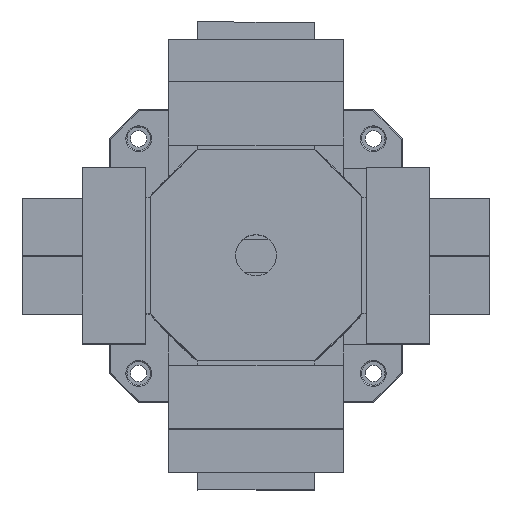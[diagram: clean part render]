
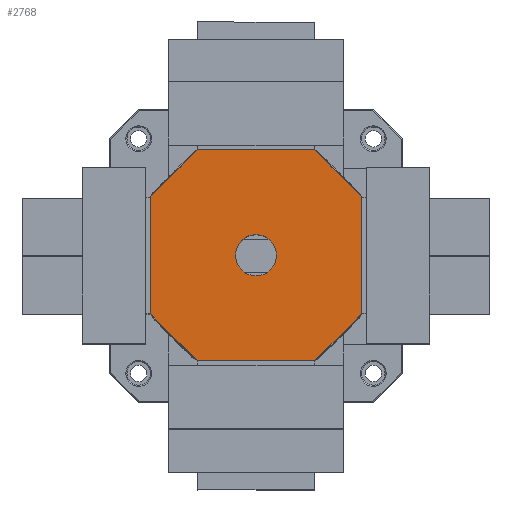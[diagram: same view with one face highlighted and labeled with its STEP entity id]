
A CAD part, top view. The second image highlights one B-rep face of the part: STEP entity #2768.
In plain terms, the highlighted planar face has unit normal (0, 0, 1).
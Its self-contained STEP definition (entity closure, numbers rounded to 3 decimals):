
#2768 = ADVANCED_FACE( '', ( #6005, #6006 ), #6007, .T. );
#6005 = FACE_OUTER_BOUND( '', #9569, .T. );
#6006 = FACE_BOUND( '', #9570, .T. );
#6007 = PLANE( '', #9571 );
#9569 = EDGE_LOOP( '', ( #23485, #23486, #23487, #23488, #23489, #23490, #23491, #23492 ) );
#9570 = EDGE_LOOP( '', ( #23493 ) );
#9571 = AXIS2_PLACEMENT_3D( '', #23494, #23495, #23496 );
#23485 = ORIENTED_EDGE( '', *, *, #27492, .F. );
#23486 = ORIENTED_EDGE( '', *, *, #27493, .T. );
#23487 = ORIENTED_EDGE( '', *, *, #27494, .F. );
#23488 = ORIENTED_EDGE( '', *, *, #27495, .T. );
#23489 = ORIENTED_EDGE( '', *, *, #27496, .F. );
#23490 = ORIENTED_EDGE( '', *, *, #27497, .T. );
#23491 = ORIENTED_EDGE( '', *, *, #27498, .F. );
#23492 = ORIENTED_EDGE( '', *, *, #27499, .T. );
#23493 = ORIENTED_EDGE( '', *, *, #27500, .T. );
#23494 = CARTESIAN_POINT( '', ( -90., -90., 400. ) );
#23495 = DIRECTION( '', ( 0., 0., 1. ) );
#23496 = DIRECTION( '', ( 1., 0., 0. ) );
#27492 = EDGE_CURVE( '', #34054, #34055, #34056, .T. );
#27493 = EDGE_CURVE( '', #34054, #34057, #34058, .T. );
#27494 = EDGE_CURVE( '', #34059, #34057, #34060, .T. );
#27495 = EDGE_CURVE( '', #34059, #34061, #34062, .T. );
#27496 = EDGE_CURVE( '', #34063, #34061, #34064, .T. );
#27497 = EDGE_CURVE( '', #34063, #34065, #34066, .T. );
#27498 = EDGE_CURVE( '', #34067, #34065, #34068, .T. );
#27499 = EDGE_CURVE( '', #34067, #34055, #34069, .T. );
#27500 = EDGE_CURVE( '', #34070, #34070, #34071, .T. );
#34054 = VERTEX_POINT( '', #47190 );
#34055 = VERTEX_POINT( '', #47191 );
#34056 = LINE( '', #47192, #47193 );
#34057 = VERTEX_POINT( '', #47194 );
#34058 = LINE( '', #47195, #47196 );
#34059 = VERTEX_POINT( '', #47197 );
#34060 = LINE( '', #47198, #47199 );
#34061 = VERTEX_POINT( '', #47200 );
#34062 = LINE( '', #47201, #47202 );
#34063 = VERTEX_POINT( '', #47203 );
#34064 = LINE( '', #47204, #47205 );
#34065 = VERTEX_POINT( '', #47206 );
#34066 = LINE( '', #47207, #47208 );
#34067 = VERTEX_POINT( '', #47209 );
#34068 = LINE( '', #47210, #47211 );
#34069 = LINE( '', #47212, #47213 );
#34070 = VERTEX_POINT( '', #47214 );
#34071 = CIRCLE( '', #47215, 17.5 );
#47190 = CARTESIAN_POINT( '', ( 90., -50., 400. ) );
#47191 = CARTESIAN_POINT( '', ( 50., -90., 400. ) );
#47192 = CARTESIAN_POINT( '', ( 90., -50., 400. ) );
#47193 = VECTOR( '', #51516, 1000. );
#47194 = CARTESIAN_POINT( '', ( 90., 50., 400. ) );
#47195 = CARTESIAN_POINT( '', ( 90., -90., 400. ) );
#47196 = VECTOR( '', #51517, 1000. );
#47197 = CARTESIAN_POINT( '', ( 50., 90., 400. ) );
#47198 = CARTESIAN_POINT( '', ( 50., 90., 400. ) );
#47199 = VECTOR( '', #51518, 1000. );
#47200 = CARTESIAN_POINT( '', ( -50., 90., 400. ) );
#47201 = CARTESIAN_POINT( '', ( 90., 90., 400. ) );
#47202 = VECTOR( '', #51519, 1000. );
#47203 = CARTESIAN_POINT( '', ( -90., 50., 400. ) );
#47204 = CARTESIAN_POINT( '', ( -90., 50., 400. ) );
#47205 = VECTOR( '', #51520, 1000. );
#47206 = CARTESIAN_POINT( '', ( -90., -50., 400. ) );
#47207 = CARTESIAN_POINT( '', ( -90., 90., 400. ) );
#47208 = VECTOR( '', #51521, 1000. );
#47209 = CARTESIAN_POINT( '', ( -50., -90., 400. ) );
#47210 = CARTESIAN_POINT( '', ( -50., -90., 400. ) );
#47211 = VECTOR( '', #51522, 1000. );
#47212 = CARTESIAN_POINT( '', ( -90., -90., 400. ) );
#47213 = VECTOR( '', #51523, 1000. );
#47214 = CARTESIAN_POINT( '', ( 17.5, 0., 400. ) );
#47215 = AXIS2_PLACEMENT_3D( '', #51524, #51525, #51526 );
#51516 = DIRECTION( '', ( -0.707, -0.707, 0. ) );
#51517 = DIRECTION( '', ( 0., 1., 0. ) );
#51518 = DIRECTION( '', ( 0.707, -0.707, 0. ) );
#51519 = DIRECTION( '', ( -1., 0., 0. ) );
#51520 = DIRECTION( '', ( 0.707, 0.707, 0. ) );
#51521 = DIRECTION( '', ( 0., -1., 0. ) );
#51522 = DIRECTION( '', ( -0.707, 0.707, 0. ) );
#51523 = DIRECTION( '', ( 1., 0., 0. ) );
#51524 = CARTESIAN_POINT( '', ( 0., 0., 400. ) );
#51525 = DIRECTION( '', ( 0., 0., -1. ) );
#51526 = DIRECTION( '', ( 1., 0., 0. ) );
